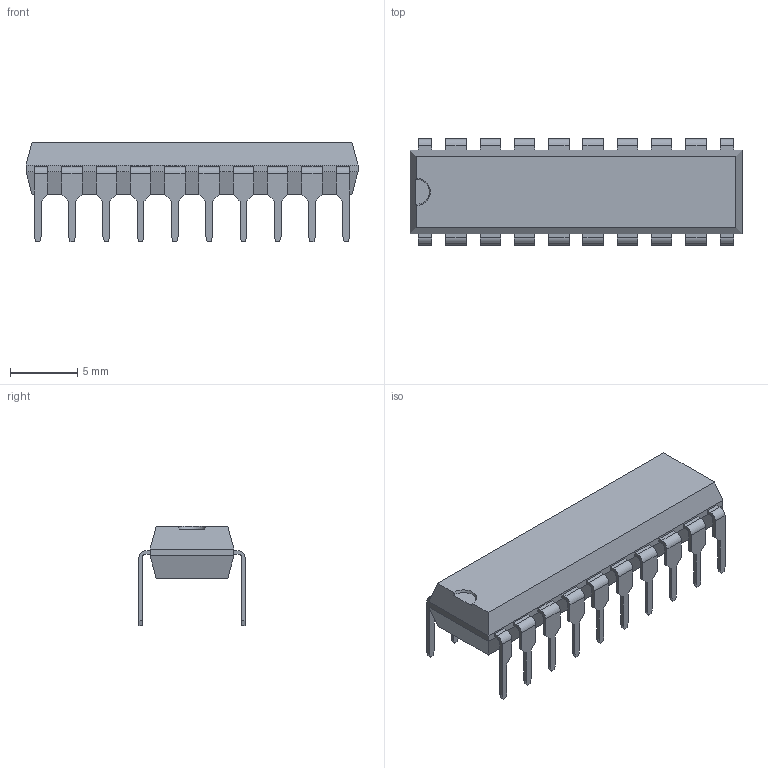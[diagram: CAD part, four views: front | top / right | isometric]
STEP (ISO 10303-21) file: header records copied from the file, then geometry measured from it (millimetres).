
FILE_DESCRIPTION(('STEP AP214'), '1');
FILE_NAME('DIP_package', '2018-05-07T10:27:19', ('Egor'), (''), 'ASCON STEP Converter 1.3', 'ASCON Math Kernel', '');
FILE_SCHEMA(('AUTOMOTIVE_DESIGN { 1 0 10303 214 3 1 1}'));
Length unit declared in the file: millimetre
Bounding box: 24.6 x 7.87 x 7.36 mm (x, y, z)
Volume: 569.9 mm3; surface area: 763.8 mm2
Topology: 1 solids, 1 shells, 310 faces, 856 edges, 568 vertices
Faces by surface type: plane 269, cylinder 40, cone 1
Entity records: 12262 total; most frequent: CARTESIAN_POINT 1735, ORIENTED_EDGE 1712, DIRECTION 1560, EDGE_CURVE 856, LINE 774, VECTOR 774, VERTEX_POINT 568, AXIS2_PLACEMENT_3D 393
